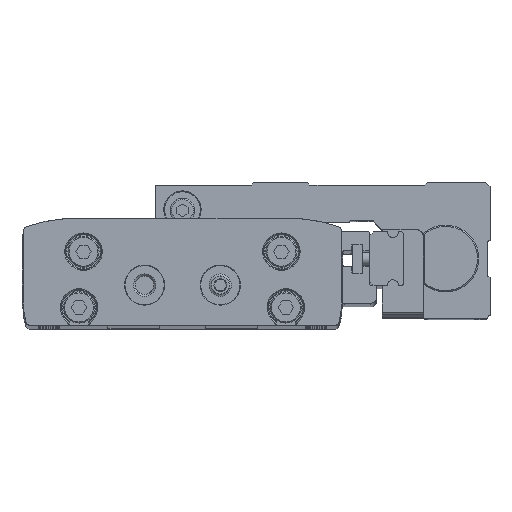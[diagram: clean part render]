
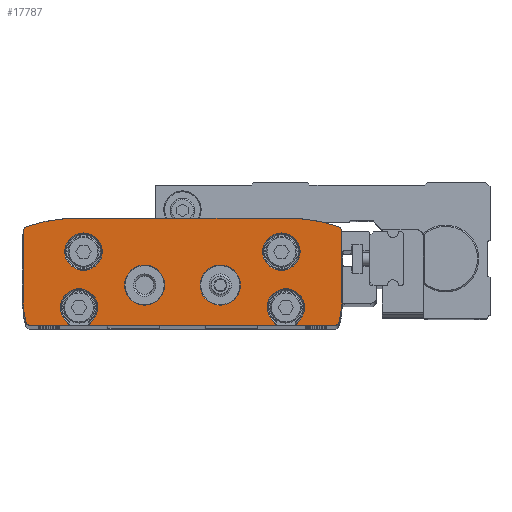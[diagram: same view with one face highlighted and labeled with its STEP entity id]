
A CAD part, top view. The second image highlights one B-rep face of the part: STEP entity #17787.
In plain terms, the highlighted planar face has unit normal (0, 0, 1).
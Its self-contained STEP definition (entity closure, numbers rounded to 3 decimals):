
#779=CIRCLE('',#21659,4.2);
#780=CIRCLE('',#21660,4.2);
#781=CIRCLE('',#21661,1.);
#782=CIRCLE('',#21662,15.);
#783=CIRCLE('',#21663,1.);
#784=CIRCLE('',#21664,35.);
#785=CIRCLE('',#21665,35.);
#786=CIRCLE('',#21666,1.);
#787=CIRCLE('',#21667,15.);
#788=CIRCLE('',#21668,1.);
#789=CIRCLE('',#21669,4.2);
#790=CIRCLE('',#21670,4.2);
#791=CIRCLE('',#21671,4.5);
#792=CIRCLE('',#21672,4.5);
#1786=ORIENTED_EDGE('',*,*,#6735,.F.);
#1787=ORIENTED_EDGE('',*,*,#6720,.T.);
#1788=ORIENTED_EDGE('',*,*,#6736,.T.);
#1789=ORIENTED_EDGE('',*,*,#6722,.F.);
#1790=ORIENTED_EDGE('',*,*,#6737,.F.);
#1791=ORIENTED_EDGE('',*,*,#6734,.T.);
#1792=ORIENTED_EDGE('',*,*,#6738,.T.);
#1793=ORIENTED_EDGE('',*,*,#6739,.T.);
#1794=ORIENTED_EDGE('',*,*,#6740,.T.);
#1795=ORIENTED_EDGE('',*,*,#6741,.T.);
#1796=ORIENTED_EDGE('',*,*,#6742,.T.);
#1797=ORIENTED_EDGE('',*,*,#6743,.T.);
#1798=ORIENTED_EDGE('',*,*,#6744,.T.);
#1799=ORIENTED_EDGE('',*,*,#6745,.T.);
#1800=ORIENTED_EDGE('',*,*,#6746,.T.);
#1801=ORIENTED_EDGE('',*,*,#6747,.T.);
#1802=ORIENTED_EDGE('',*,*,#6748,.T.);
#1803=ORIENTED_EDGE('',*,*,#6749,.T.);
#1804=ORIENTED_EDGE('',*,*,#6750,.T.);
#1805=ORIENTED_EDGE('',*,*,#6708,.F.);
#1806=ORIENTED_EDGE('',*,*,#6751,.F.);
#1807=ORIENTED_EDGE('',*,*,#6752,.F.);
#1808=ORIENTED_EDGE('',*,*,#6753,.F.);
#1809=ORIENTED_EDGE('',*,*,#6754,.F.);
#6708=EDGE_CURVE('',#9182,#9184,#10944,.T.);
#6720=EDGE_CURVE('',#9192,#9193,#10953,.T.);
#6722=EDGE_CURVE('',#9194,#9196,#10954,.T.);
#6734=EDGE_CURVE('',#9204,#9205,#10963,.T.);
#6735=EDGE_CURVE('',#9192,#9182,#779,.T.);
#6736=EDGE_CURVE('',#9193,#9196,#10964,.T.);
#6737=EDGE_CURVE('',#9204,#9194,#780,.T.);
#6738=EDGE_CURVE('',#9205,#9206,#10965,.T.);
#6739=EDGE_CURVE('',#9206,#9207,#781,.T.);
#6740=EDGE_CURVE('',#9207,#9208,#782,.T.);
#6741=EDGE_CURVE('',#9208,#9209,#10966,.T.);
#6742=EDGE_CURVE('',#9209,#9210,#783,.T.);
#6743=EDGE_CURVE('',#9210,#9211,#784,.T.);
#6744=EDGE_CURVE('',#9211,#9212,#10967,.T.);
#6745=EDGE_CURVE('',#9212,#9213,#785,.T.);
#6746=EDGE_CURVE('',#9213,#9214,#786,.T.);
#6747=EDGE_CURVE('',#9214,#9215,#10968,.T.);
#6748=EDGE_CURVE('',#9215,#9216,#787,.T.);
#6749=EDGE_CURVE('',#9216,#9217,#788,.T.);
#6750=EDGE_CURVE('',#9217,#9184,#10969,.T.);
#6751=EDGE_CURVE('',#9218,#9218,#789,.T.);
#6752=EDGE_CURVE('',#9219,#9219,#790,.T.);
#6753=EDGE_CURVE('',#9220,#9220,#791,.T.);
#6754=EDGE_CURVE('',#9221,#9221,#792,.T.);
#9182=VERTEX_POINT('',#29523);
#9184=VERTEX_POINT('',#29526);
#9192=VERTEX_POINT('',#29550);
#9193=VERTEX_POINT('',#29552);
#9194=VERTEX_POINT('',#29559);
#9196=VERTEX_POINT('',#29562);
#9204=VERTEX_POINT('',#29586);
#9205=VERTEX_POINT('',#29588);
#9206=VERTEX_POINT('',#29595);
#9207=VERTEX_POINT('',#29597);
#9208=VERTEX_POINT('',#29599);
#9209=VERTEX_POINT('',#29601);
#9210=VERTEX_POINT('',#29603);
#9211=VERTEX_POINT('',#29605);
#9212=VERTEX_POINT('',#29607);
#9213=VERTEX_POINT('',#29609);
#9214=VERTEX_POINT('',#29611);
#9215=VERTEX_POINT('',#29613);
#9216=VERTEX_POINT('',#29615);
#9217=VERTEX_POINT('',#29617);
#9218=VERTEX_POINT('',#29620);
#9219=VERTEX_POINT('',#29622);
#9220=VERTEX_POINT('',#29624);
#9221=VERTEX_POINT('',#29626);
#10944=LINE('',#29525,#12471);
#10953=LINE('',#29553,#12480);
#10954=LINE('',#29561,#12481);
#10963=LINE('',#29589,#12490);
#10964=LINE('',#29592,#12491);
#10965=LINE('',#29594,#12492);
#10966=LINE('',#29600,#12493);
#10967=LINE('',#29606,#12494);
#10968=LINE('',#29612,#12495);
#10969=LINE('',#29618,#12496);
#12471=VECTOR('',#23826,1000.);
#12480=VECTOR('',#23845,1000.);
#12481=VECTOR('',#23848,1000.);
#12490=VECTOR('',#23867,1000.);
#12491=VECTOR('',#23872,1000.);
#12492=VECTOR('',#23875,1000.);
#12493=VECTOR('',#23880,1000.);
#12494=VECTOR('',#23885,1000.);
#12495=VECTOR('',#23890,1000.);
#12496=VECTOR('',#23895,1000.);
#13965=EDGE_LOOP('',(#1786,#1787,#1788,#1789,#1790,#1791,#1792,#1793,#1794,
#1795,#1796,#1797,#1798,#1799,#1800,#1801,#1802,#1803,#1804,#1805));
#13966=EDGE_LOOP('',(#1806));
#13967=EDGE_LOOP('',(#1807));
#13968=EDGE_LOOP('',(#1808));
#13969=EDGE_LOOP('',(#1809));
#15590=FACE_BOUND('',#13965,.T.);
#15591=FACE_BOUND('',#13966,.T.);
#15592=FACE_BOUND('',#13967,.T.);
#15593=FACE_BOUND('',#13968,.T.);
#15594=FACE_BOUND('',#13969,.T.);
#17213=PLANE('',#21658);
#17787=ADVANCED_FACE('',(#15590,#15591,#15592,#15593,#15594),#17213,.T.);
#21658=AXIS2_PLACEMENT_3D('',#29590,#23868,#23869);
#21659=AXIS2_PLACEMENT_3D('',#29591,#23870,#23871);
#21660=AXIS2_PLACEMENT_3D('',#29593,#23873,#23874);
#21661=AXIS2_PLACEMENT_3D('',#29596,#23876,#23877);
#21662=AXIS2_PLACEMENT_3D('',#29598,#23878,#23879);
#21663=AXIS2_PLACEMENT_3D('',#29602,#23881,#23882);
#21664=AXIS2_PLACEMENT_3D('',#29604,#23883,#23884);
#21665=AXIS2_PLACEMENT_3D('',#29608,#23886,#23887);
#21666=AXIS2_PLACEMENT_3D('',#29610,#23888,#23889);
#21667=AXIS2_PLACEMENT_3D('',#29614,#23891,#23892);
#21668=AXIS2_PLACEMENT_3D('',#29616,#23893,#23894);
#21669=AXIS2_PLACEMENT_3D('',#29619,#23896,#23897);
#21670=AXIS2_PLACEMENT_3D('',#29621,#23898,#23899);
#21671=AXIS2_PLACEMENT_3D('',#29623,#23900,#23901);
#21672=AXIS2_PLACEMENT_3D('',#29625,#23902,#23903);
#23826=DIRECTION('',(0.,-1.,0.));
#23845=DIRECTION('',(0.,-1.,0.));
#23848=DIRECTION('',(0.,-1.,0.));
#23867=DIRECTION('',(0.,-1.,0.));
#23868=DIRECTION('',(0.,0.,1.));
#23869=DIRECTION('',(1.,0.,0.));
#23870=DIRECTION('',(0.,0.,1.));
#23871=DIRECTION('',(1.,0.,0.));
#23872=DIRECTION('',(1.,0.,0.));
#23873=DIRECTION('',(0.,0.,1.));
#23874=DIRECTION('',(1.,0.,0.));
#23875=DIRECTION('',(1.,0.,0.));
#23876=DIRECTION('',(0.,0.,1.));
#23877=DIRECTION('',(1.,0.,0.));
#23878=DIRECTION('',(0.,0.,1.));
#23879=DIRECTION('',(1.,0.,0.));
#23880=DIRECTION('',(0.,1.,0.));
#23881=DIRECTION('',(0.,0.,1.));
#23882=DIRECTION('',(1.,0.,0.));
#23883=DIRECTION('',(0.,0.,1.));
#23884=DIRECTION('',(1.,0.,0.));
#23885=DIRECTION('',(-1.,0.,0.));
#23886=DIRECTION('',(0.,0.,1.));
#23887=DIRECTION('',(1.,0.,0.));
#23888=DIRECTION('',(0.,0.,1.));
#23889=DIRECTION('',(1.,0.,0.));
#23890=DIRECTION('',(0.,-1.,0.));
#23891=DIRECTION('',(0.,0.,1.));
#23892=DIRECTION('',(1.,0.,0.));
#23893=DIRECTION('',(0.,0.,1.));
#23894=DIRECTION('',(1.,0.,0.));
#23895=DIRECTION('',(1.,0.,0.));
#23896=DIRECTION('',(0.,0.,1.));
#23897=DIRECTION('',(1.,0.,0.));
#23898=DIRECTION('',(0.,0.,1.));
#23899=DIRECTION('',(1.,0.,0.));
#23900=DIRECTION('',(0.,0.,1.));
#23901=DIRECTION('',(1.,0.,0.));
#23902=DIRECTION('',(0.,0.,1.));
#23903=DIRECTION('',(1.,0.,0.));
#29523=CARTESIAN_POINT('',(-25.7,0.625,255.));
#29525=CARTESIAN_POINT('',(-25.7,4.,255.));
#29526=CARTESIAN_POINT('',(-25.7,0.,255.));
#29550=CARTESIAN_POINT('',(-20.7,0.625,255.));
#29552=CARTESIAN_POINT('',(-20.7,0.,255.));
#29553=CARTESIAN_POINT('',(-20.7,4.,255.));
#29559=CARTESIAN_POINT('',(20.7,0.625,255.));
#29561=CARTESIAN_POINT('',(20.7,4.,255.));
#29562=CARTESIAN_POINT('',(20.7,0.,255.));
#29586=CARTESIAN_POINT('',(25.7,0.625,255.));
#29588=CARTESIAN_POINT('',(25.7,0.,255.));
#29589=CARTESIAN_POINT('',(25.7,4.,255.));
#29590=CARTESIAN_POINT('',(-20.7,5.,255.));
#29591=CARTESIAN_POINT('',(-23.2,4.,255.));
#29592=CARTESIAN_POINT('',(-34.116,0.,255.));
#29593=CARTESIAN_POINT('',(23.2,4.,255.));
#29594=CARTESIAN_POINT('',(-34.116,0.,255.));
#29595=CARTESIAN_POINT('',(34.116,0.,255.));
#29596=CARTESIAN_POINT('',(34.116,1.,255.));
#29597=CARTESIAN_POINT('',(35.075,0.714,255.));
#29598=CARTESIAN_POINT('',(20.7,5.,255.));
#29599=CARTESIAN_POINT('',(35.7,5.,255.));
#29600=CARTESIAN_POINT('',(35.7,5.,255.));
#29601=CARTESIAN_POINT('',(35.7,21.171,255.));
#29602=CARTESIAN_POINT('',(34.7,21.171,255.));
#29603=CARTESIAN_POINT('',(35.024,22.118,255.));
#29604=CARTESIAN_POINT('',(23.7,-11.,255.));
#29605=CARTESIAN_POINT('',(23.7,24.,255.));
#29606=CARTESIAN_POINT('',(23.7,24.,255.));
#29607=CARTESIAN_POINT('',(-23.7,24.,255.));
#29608=CARTESIAN_POINT('',(-23.7,-11.,255.));
#29609=CARTESIAN_POINT('',(-35.024,22.118,255.));
#29610=CARTESIAN_POINT('',(-34.7,21.171,255.));
#29611=CARTESIAN_POINT('',(-35.7,21.171,255.));
#29612=CARTESIAN_POINT('',(-35.7,21.171,255.));
#29613=CARTESIAN_POINT('',(-35.7,5.,255.));
#29614=CARTESIAN_POINT('',(-20.7,5.,255.));
#29615=CARTESIAN_POINT('',(-35.075,0.714,255.));
#29616=CARTESIAN_POINT('',(-34.116,1.,255.));
#29617=CARTESIAN_POINT('',(-34.116,0.,255.));
#29618=CARTESIAN_POINT('',(-34.116,0.,255.));
#29619=CARTESIAN_POINT('',(-22.2,16.5,255.));
#29620=CARTESIAN_POINT('',(-18.,16.5,255.));
#29621=CARTESIAN_POINT('',(22.2,16.5,255.));
#29622=CARTESIAN_POINT('',(26.4,16.5,255.));
#29623=CARTESIAN_POINT('',(-8.5,9.,255.));
#29624=CARTESIAN_POINT('',(-4.,9.,255.));
#29625=CARTESIAN_POINT('',(8.5,9.,255.));
#29626=CARTESIAN_POINT('',(13.,9.,255.));
